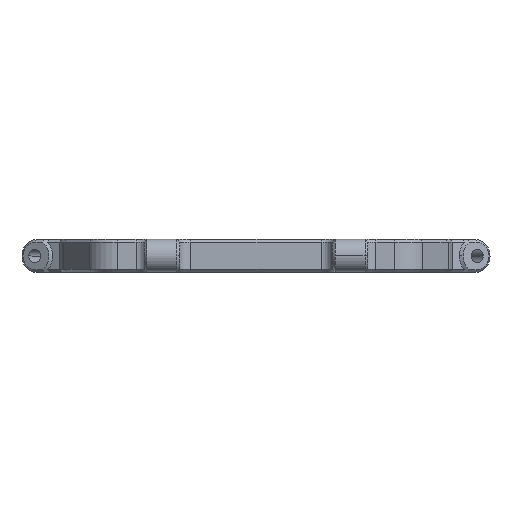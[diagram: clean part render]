
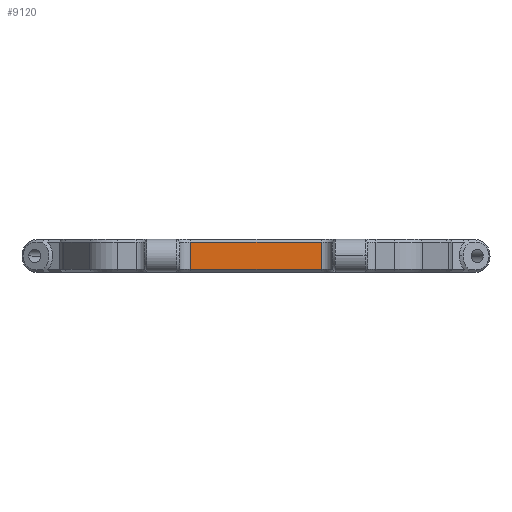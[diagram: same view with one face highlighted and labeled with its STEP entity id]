
A CAD part, top view. The second image highlights one B-rep face of the part: STEP entity #9120.
In plain terms, the highlighted planar face has unit normal (0, 0, 1).
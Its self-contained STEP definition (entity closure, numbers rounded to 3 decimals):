
#221 = EDGE_CURVE ( 'NONE', #10238, #4794, #9639, .T. ) ;
#460 = DIRECTION ( 'NONE',  ( -1., 0., 0. ) ) ;
#474 = CARTESIAN_POINT ( 'NONE',  ( -12., 5.5, 26. ) ) ;
#1173 = ORIENTED_EDGE ( 'NONE', *, *, #221, .T. ) ;
#1316 = EDGE_CURVE ( 'NONE', #8502, #11764, #12653, .T. ) ;
#1318 = CARTESIAN_POINT ( 'NONE',  ( 12., 0.5, 26. ) ) ;
#1796 = CARTESIAN_POINT ( 'NONE',  ( -14., 0.5, 26. ) ) ;
#2483 = VECTOR ( 'NONE', #10787, 1000. ) ;
#2727 = DIRECTION ( 'NONE',  ( 0., 1., 0. ) ) ;
#2732 = CARTESIAN_POINT ( 'NONE',  ( -12., 5.5, 26. ) ) ;
#3488 = VECTOR ( 'NONE', #7795, 1000. ) ;
#3929 = CARTESIAN_POINT ( 'NONE',  ( -12., 0., 26. ) ) ;
#4063 = EDGE_CURVE ( 'NONE', #4794, #8502, #10262, .T. ) ;
#4794 = VERTEX_POINT ( 'NONE', #1318 ) ;
#5856 = FACE_OUTER_BOUND ( 'NONE', #6565, .T. ) ;
#6312 = CARTESIAN_POINT ( 'NONE',  ( -14., 0., 26. ) ) ;
#6417 = CARTESIAN_POINT ( 'NONE',  ( -12., 0.5, 26. ) ) ;
#6565 = EDGE_LOOP ( 'NONE', ( #10363, #10308, #6689, #1173 ) ) ;
#6689 = ORIENTED_EDGE ( 'NONE', *, *, #11555, .T. ) ;
#7264 = PLANE ( 'NONE',  #8669 ) ;
#7392 = DIRECTION ( 'NONE',  ( 0., 0., -1. ) ) ;
#7795 = DIRECTION ( 'NONE',  ( 1., 0., 0. ) ) ;
#7917 = VECTOR ( 'NONE', #9559, 1000. ) ;
#8502 = VERTEX_POINT ( 'NONE', #9815 ) ;
#8585 = CARTESIAN_POINT ( 'NONE',  ( 12., 0., 26. ) ) ;
#8669 = AXIS2_PLACEMENT_3D ( 'NONE', #6312, #7392, #460 ) ;
#9120 = ADVANCED_FACE ( 'NONE', ( #5856 ), #7264, .F. ) ;
#9559 = DIRECTION ( 'NONE',  ( -1., 0., 0. ) ) ;
#9639 = LINE ( 'NONE', #1796, #3488 ) ;
#9815 = CARTESIAN_POINT ( 'NONE',  ( 12., 5.5, 26. ) ) ;
#10238 = VERTEX_POINT ( 'NONE', #6417 ) ;
#10262 = LINE ( 'NONE', #8585, #10865 ) ;
#10308 = ORIENTED_EDGE ( 'NONE', *, *, #1316, .T. ) ;
#10363 = ORIENTED_EDGE ( 'NONE', *, *, #4063, .T. ) ;
#10787 = DIRECTION ( 'NONE',  ( 0., -1., 0. ) ) ;
#10865 = VECTOR ( 'NONE', #2727, 1000. ) ;
#11202 = LINE ( 'NONE', #3929, #2483 ) ;
#11555 = EDGE_CURVE ( 'NONE', #11764, #10238, #11202, .T. ) ;
#11764 = VERTEX_POINT ( 'NONE', #474 ) ;
#12653 = LINE ( 'NONE', #2732, #7917 ) ;
